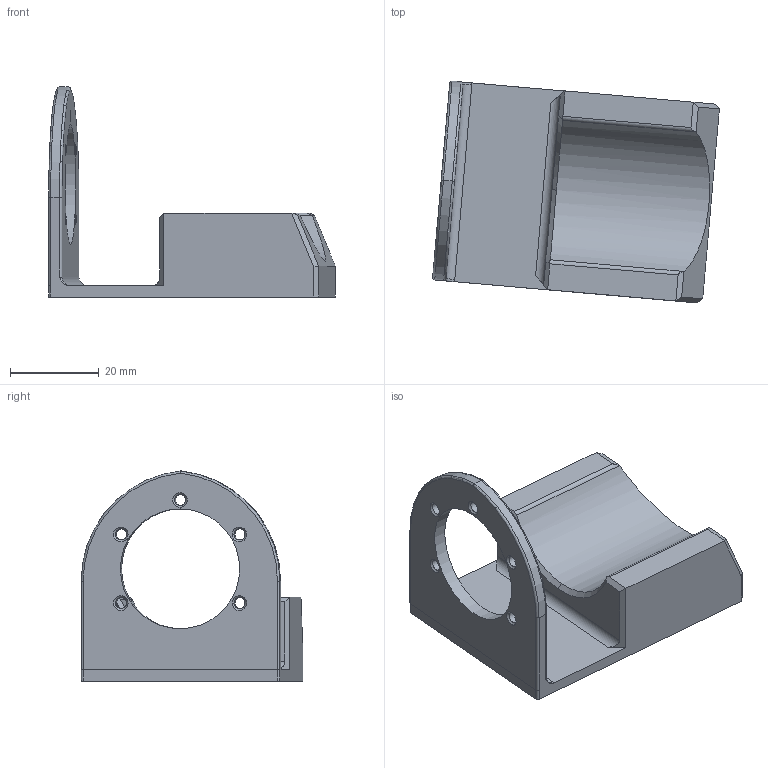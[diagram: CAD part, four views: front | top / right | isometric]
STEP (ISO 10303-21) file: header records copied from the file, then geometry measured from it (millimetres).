
FILE_DESCRIPTION(('HOOPS Exchange Step'),'2;1');
FILE_NAME('temp_export','2022-08-07T10:52:33+02:00',('asadu'),('Shapr3D Limited'),'HOOPS Exchange 2022.0','Shapr3D','Authorized');
FILE_SCHEMA( ('AP203_CONFIGURATION_CONTROLLED_3D_DESIGN_OF_MECHANICAL_PARTS_AND_ASSEMBLIES_MIM_LF') );
Length unit declared in the file: millimetre
Products named in the file (4): Motor Case left; Motor Case Right; Motor Platform; root
Assembly tree (3 placements, depth 3):
  root
    Motor Platform
      Motor Case left
      Motor Case Right
Bounding box: 64.65 x 50.02 x 47.37 mm (x, y, z)
Volume: 27322.9 mm3; surface area: 11009.3 mm2
Topology: 1 solids, 1 shells, 56 faces, 153 edges, 99 vertices
Faces by surface type: plane 24, cylinder 19, cone 7, torus 6
Full cylindrical faces by diameter (mm): 2.5 x5, 27 x1
Entity records: 1955 total; most frequent: CARTESIAN_POINT 387, DIRECTION 331, ORIENTED_EDGE 306, EDGE_CURVE 153, AXIS2_PLACEMENT_3D 126, VERTEX_POINT 99, VECTOR 79, LINE 79
